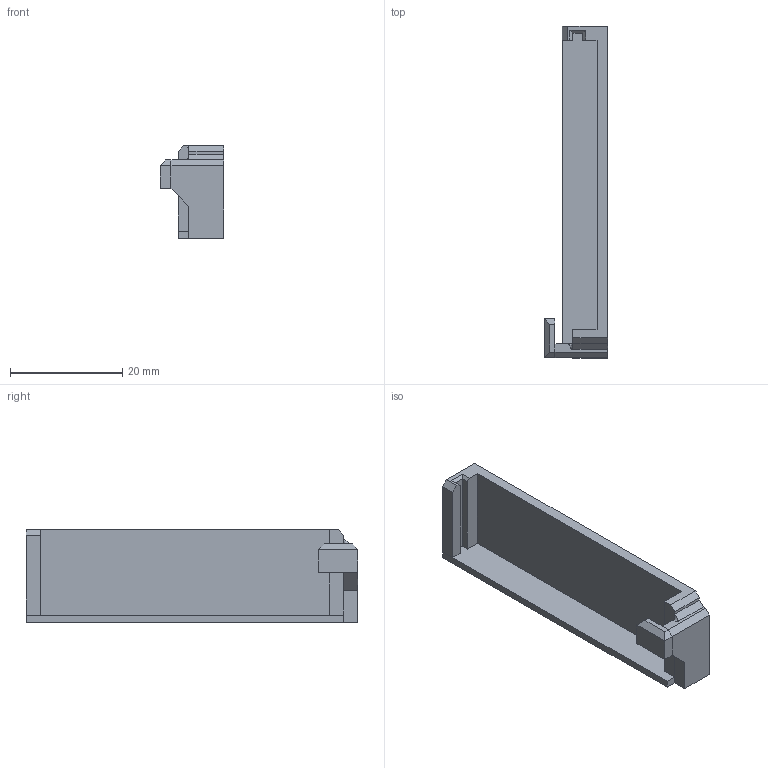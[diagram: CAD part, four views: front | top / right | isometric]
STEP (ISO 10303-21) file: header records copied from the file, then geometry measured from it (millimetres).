
FILE_DESCRIPTION(('FreeCAD Model'),'2;1');
FILE_NAME('Open CASCADE Shape Model','2024-04-15T22:05:17',(''),(''), 'Open CASCADE STEP processor 7.7','FreeCAD','Unknown');
FILE_SCHEMA(('AUTOMOTIVE_DESIGN { 1 0 10303 214 1 1 1 1 }'));
Length unit declared in the file: millimetre
Products named in the file (1): Chamfer001
Bounding box: 11.3 x 59.18 x 16.51 mm (x, y, z)
Volume: 2933.6 mm3; surface area: 3452.3 mm2
Topology: 1 solids, 1 shells, 43 faces, 106 edges, 65 vertices
Faces by surface type: plane 42, bspline 1
Entity records: 2904 total; most frequent: CARTESIAN_POINT 736, DIRECTION 391, LINE 305, VECTOR 305, ORIENTED_EDGE 212, PCURVE 212, DEFINITIONAL_REPRESENTATION 212, EDGE_CURVE 106
